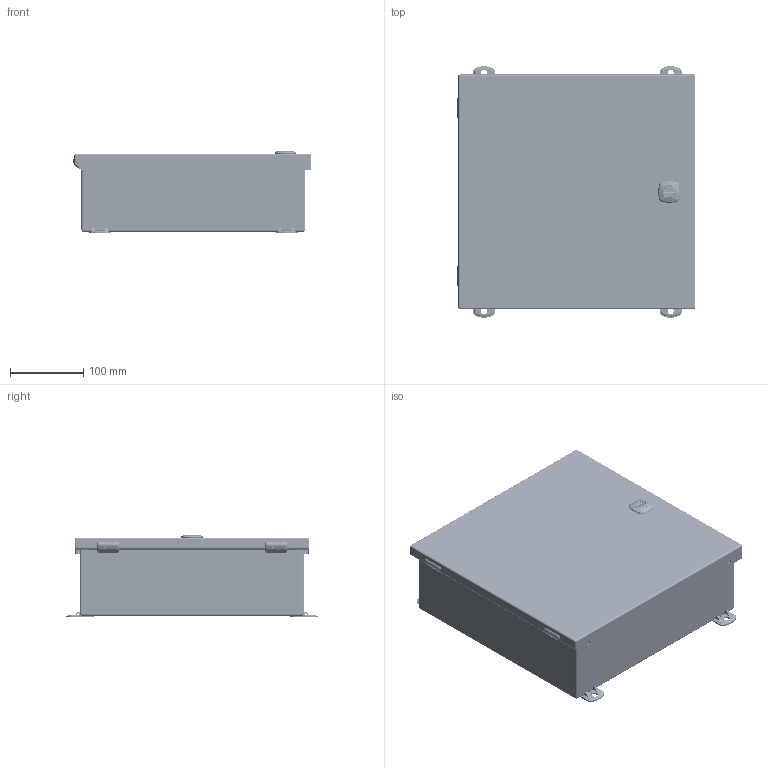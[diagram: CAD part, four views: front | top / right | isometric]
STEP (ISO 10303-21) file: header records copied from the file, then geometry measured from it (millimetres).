
FILE_DESCRIPTION(/* description */ ('5412CH 12" x 12" x 4" Assembly'),/* implementation_level */ '2;1');
FILE_NAME(/* name */ '5412CH121204.stp',/* time_stamp */ '2025-05-26T22:01:46-04:00',/* author */ ('BoxCad'),/* organization */ (''),/* preprocessor_version */ 'ST-DEVELOPER v20',/* originating_system */ 'Autodesk Inventor 2024',/* authorisation */ '');
FILE_SCHEMA (('AUTOMOTIVE_DESIGN { 1 0 10303 214 3 1 1 }'));
Products named in the file (42): 5412CH121204; 5412CH121204B; 5412CH121204B-P; STK-Q-08350; 880SP1212G; 880SP1212G-P; 5412CH121204MF; STK-Q-71300; STK-Q-10251; STK-Q-10251-A; STK-Q-10251-B; STK-Q-03070; STK-Q-07260; 5412CH121204C; 5412CH121204C-P; 5412CH121204G; STK-A-33033-1; STK-A-33033-2; STK-Q-33033-B; STK-Q-33033-S; STK-Q-33033-G; STK-P-02400S; STANDOFF_M6 x 10mm; STK-S-00100; STK-A-880SCQ4CH-SL-1; STK-Q-78111; STK-Q-78120; STK-Q-03200; STK-Q-78141; STK-Q-90390; STK-Q-78160; STK-Q-78555; STK-Q-78111-R; STK-A-08126-1; STK-Q-08110_1; STK-A-08126-2; STK-Q-10258; STK-Q-10258-A; STK-Q-10258-B; STK-Q-08110_2 ...
Assembly tree (68 placements, depth 4):
  5412CH121204
    5412CH121204B
      5412CH121204B-P
      STK-Q-08350  x4
      STK-P-02400S
      STANDOFF_M6 x 10mm
    880SP1212G
      880SP1212G-P
    5412CH121204MF
      STK-Q-71300  x4
      STK-Q-03200  x4
      STK-Q-03070  x4
      STK-Q-10251  x4
        STK-Q-10251-A
        STK-Q-10251-B
      STK-Q-07260  x4
    5412CH121204C
      5412CH121204C-P
      5412CH121204G
      STK-A-33033-1
        STK-Q-33033-B
        STK-Q-33033-S
        STK-Q-33033-G
      STK-A-33033-2
        STK-Q-33033-B
        STK-Q-33033-S
        STK-Q-33033-G
      STK-P-02400S
      STANDOFF_M6 x 10mm
      STK-S-00100
      STK-A-880SCQ4CH-SL-1
        STK-Q-78111
        STK-Q-78120
        STK-Q-03200
        STK-Q-78141
        STK-Q-90390
        STK-Q-78160
        STK-Q-78555
        STK-Q-78111-R
    STK-A-08126-1
      STK-Q-10258
        STK-Q-10258-A
        STK-Q-10258-B
      STK-Q-08110_1
        STK-Q-08110-A-1
        STK-Q-08110-B
    STK-A-08126-2
      STK-Q-10258
        STK-Q-10258-A
        STK-Q-10258-B
      STK-Q-08110_2
        STK-Q-08110-A-1
        STK-Q-08110-B
Bounding box: 324.01 x 342.8 x 113.05 mm (x, y, z)
Volume: 708963.6 mm3; surface area: 943434.9 mm2
Topology: 59 solids, 59 shells, 7325 faces, 18616 edges, 11258 vertices
Faces by surface type: plane 3663, cylinder 1502, bspline 1237, torus 531, cone 238, sphere 154
Full cylindrical faces by diameter (mm): 0.762 x6, 0.9 x6, 3 x2, 3.175 x2, 4 x2, 4.2 x2, 4.4 x6, 4.45 x2, 4.9 x14, 5 x4, 5.1 x40, 5.9 x71, 6 x4, 6.1 x6, 7.62 x2, 7.747 x4, 8.128 x4, 9.6 x1, 9.9 x4, 10 x3, 12.8 x1, 13 x5, 15.9 x1, 16 x1, 25 x2, 29 x2
Entity records: 121638 total; most frequent: CARTESIAN_POINT 45313, ORIENTED_EDGE 16250, DIRECTION 14576, EDGE_CURVE 8125, AXIS2_PLACEMENT_3D 5177, VERTEX_POINT 4975, LINE 4222, VECTOR 4222
